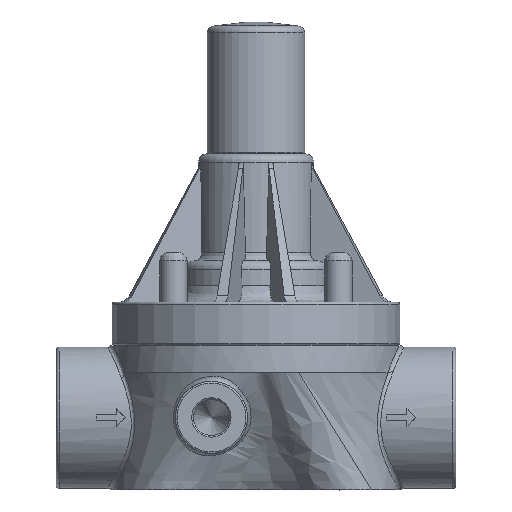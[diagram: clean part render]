
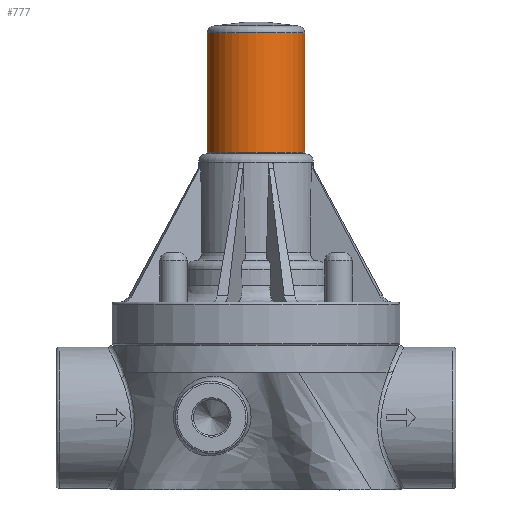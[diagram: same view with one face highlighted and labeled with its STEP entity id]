
A CAD part, top view. The second image highlights one B-rep face of the part: STEP entity #777.
In plain terms, the highlighted cylindrical face has radius 14.986 mm (diameter 29.972 mm), a full revolution.
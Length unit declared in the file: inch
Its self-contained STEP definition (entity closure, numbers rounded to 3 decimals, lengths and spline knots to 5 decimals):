
#743=CARTESIAN_POINT('',(0.58983,5.54681,-0.00008));
#744=VERTEX_POINT('',#743);
#745=CARTESIAN_POINT('',(-0.00017,5.54681,-0.00008));
#746=DIRECTION('',(0.0,-1.0,0.0));
#747=DIRECTION('',(1.0,0.0,0.0));
#748=AXIS2_PLACEMENT_3D('',#745,#746,#747);
#749=CIRCLE('',#748,0.59);
#750=EDGE_CURVE('',#744,#744,#749,.T.);
#758=CARTESIAN_POINT('',(-0.00017,4.8209,-0.00008));
#759=DIRECTION('',(0.,-1.0,0.));
#760=DIRECTION('',(1.0,0.0,0.0));
#761=AXIS2_PLACEMENT_3D('',#758,#759,#760);
#762=CYLINDRICAL_SURFACE('',#761,0.59);
#763=CARTESIAN_POINT('',(0.58983,4.095,-0.00008));
#764=VERTEX_POINT('',#763);
#765=CARTESIAN_POINT('',(-0.00017,4.095,-0.00008));
#766=DIRECTION('',(0.0,-1.0,0.0));
#767=DIRECTION('',(1.0,0.0,0.0));
#768=AXIS2_PLACEMENT_3D('',#765,#766,#767);
#769=CIRCLE('',#768,0.59);
#770=EDGE_CURVE('',#764,#764,#769,.T.);
#771=ORIENTED_EDGE('',*,*,#770,.F.);
#772=EDGE_LOOP('',(#771));
#773=FACE_OUTER_BOUND('',#772,.T.);
#774=ORIENTED_EDGE('',*,*,#750,.T.);
#775=EDGE_LOOP('',(#774));
#776=FACE_BOUND('',#775,.T.);
#777=ADVANCED_FACE('',(#773,#776),#762,.T.);
